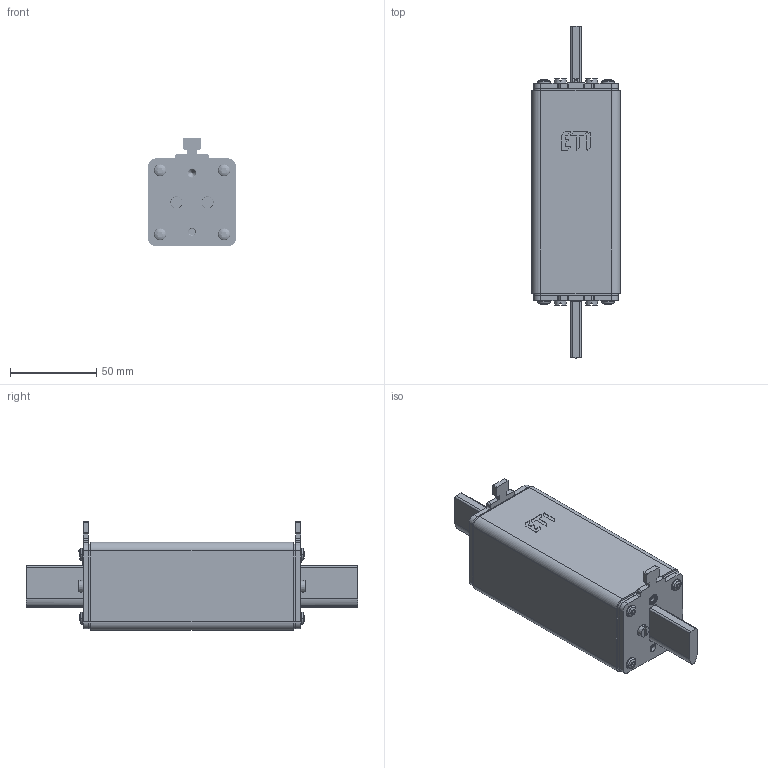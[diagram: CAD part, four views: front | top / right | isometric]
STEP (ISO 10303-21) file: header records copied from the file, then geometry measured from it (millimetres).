
FILE_DESCRIPTION((''),'2;1');
FILE_NAME('1XL_1500V_ASM','2021-09-27T',('marketing.praksa'),('Audax d.o.o.'),'CREO PARAMETRIC BY PTC INC, 2017480','CREO PARAMETRIC BY PTC INC, 2017480','');
FILE_SCHEMA(('AUTOMOTIVE_DESIGN { 1 0 10303 214 1 1 1 1 }'));
Products named in the file (15): 0000066659_1; 0000029902_1_1; 0000058807_1_1; 0000015700_AF0_2_1_2; 0000015247_AF0_1_1_2_3_4_5_6; 0000015701_ASM_1_1_2_3_4_ASM; 0000037876_1_1_2_3_4_5_6_7_8_10; 0000011599_1_1_2_3_4_5_6_7_8_14; 0000011586_1_1_2_3; 0000011580_1_1_2_3_4_5_6_7_8_15; 0000043213_1_1_2_3; 0000043211_1; 0000043214_ASM_1_ASM; 0000037880_1_1; 1XL_1500V_ASM
Assembly tree (28 placements, depth 3):
  1XL_1500V_ASM
    0000066659_1
    0000029902_1_1  x2
    0000058807_1_1  x2
    0000015701_ASM_1_1_2_3_4_ASM  x2
      0000015700_AF0_2_1_2
      0000015247_AF0_1_1_2_3_4_5_6
    0000037876_1_1_2_3_4_5_6_7_8_10  x4
    0000011599_1_1_2_3_4_5_6_7_8_14  x2
    0000011586_1_1_2_3
    0000011580_1_1_2_3_4_5_6_7_8_15
    0000043214_ASM_1_ASM  x8
      0000043213_1_1_2_3
      0000043211_1
    0000037880_1_1
Bounding box: 51 x 192 x 63 mm (x, y, z)
Volume: 335908.3 mm3; surface area: 67488.3 mm2
Topology: 34 solids, 50 shells, 1659 faces, 4594 edges, 2994 vertices
Faces by surface type: cylinder 689, bspline 499, plane 283, cone 92, torus 64, sphere 16, extrusion 16
Entity records: 48347 total; most frequent: CARTESIAN_POINT 26373, DIRECTION 2950, ORIENTED_EDGE 2944, EDGE_CURVE 1494, AXIS2_PLACEMENT_3D 1158, VERTEX_POINT 969, PRESENTATION_STYLE_ASSIGNMENT 919, STYLED_ITEM 868
